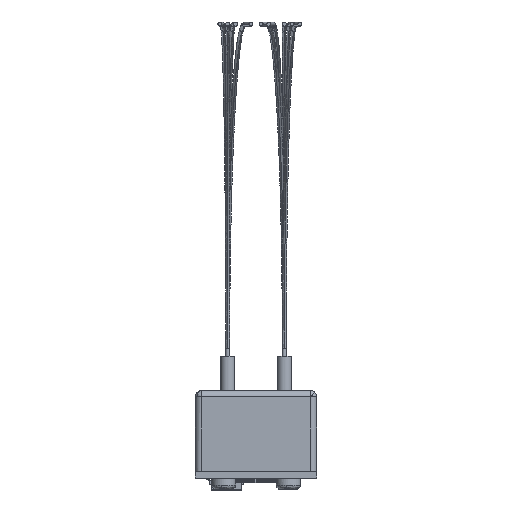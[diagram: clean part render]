
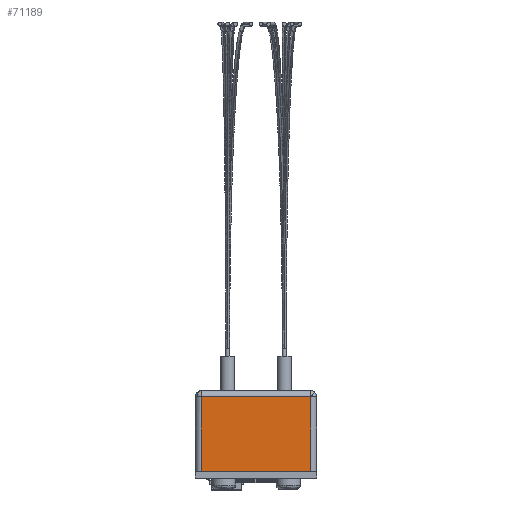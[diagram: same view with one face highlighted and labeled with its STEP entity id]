
A CAD part, top view. The second image highlights one B-rep face of the part: STEP entity #71189.
In plain terms, the highlighted planar face has unit normal (0, 0, 1).
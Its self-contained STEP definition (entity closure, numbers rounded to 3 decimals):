
#1091 = ORIENTED_EDGE ( 'NONE', *, *, #141769, .F. ) ;
#1648 = LINE ( 'NONE', #60552, #105844 ) ;
#9942 = VECTOR ( 'NONE', #41717, 1000. ) ;
#10530 = EDGE_CURVE ( 'NONE', #171157, #75628, #139709, .T. ) ;
#11848 = ORIENTED_EDGE ( 'NONE', *, *, #117025, .T. ) ;
#16486 = EDGE_LOOP ( 'NONE', ( #1091, #167198, #167596, #11848 ) ) ;
#17360 = CARTESIAN_POINT ( 'NONE',  ( -30., 0., -6.75 ) ) ;
#26227 = DIRECTION ( 'NONE',  ( 0., -1., 0. ) ) ;
#33057 = CARTESIAN_POINT ( 'NONE',  ( -1.5, 0., -6.75 ) ) ;
#41717 = DIRECTION ( 'NONE',  ( -1., 0., 0. ) ) ;
#60552 = CARTESIAN_POINT ( 'NONE',  ( -1.5, 46.072, -6.75 ) ) ;
#71189 = ADVANCED_FACE ( 'NONE', ( #124213 ), #96385, .T. ) ;
#72188 = LINE ( 'NONE', #161714, #112403 ) ;
#73817 = CARTESIAN_POINT ( 'NONE',  ( -30., 0., -6.75 ) ) ;
#75628 = VERTEX_POINT ( 'NONE', #156879 ) ;
#76014 = DIRECTION ( 'NONE',  ( 0., 0., 1. ) ) ;
#87801 = AXIS2_PLACEMENT_3D ( 'NONE', #73817, #76014, #92877 ) ;
#92877 = DIRECTION ( 'NONE',  ( 1., 0., 0. ) ) ;
#96385 = PLANE ( 'NONE',  #87801 ) ;
#105844 = VECTOR ( 'NONE', #156808, 1000. ) ;
#112403 = VECTOR ( 'NONE', #26227, 1000. ) ;
#117025 = EDGE_CURVE ( 'NONE', #141473, #149631, #125758, .T. ) ;
#124213 = FACE_OUTER_BOUND ( 'NONE', #16486, .T. ) ;
#125758 = LINE ( 'NONE', #17360, #151387 ) ;
#139709 = LINE ( 'NONE', #163544, #9942 ) ;
#139733 = DIRECTION ( 'NONE',  ( 1., 0., 0. ) ) ;
#141473 = VERTEX_POINT ( 'NONE', #161132 ) ;
#141597 = EDGE_CURVE ( 'NONE', #75628, #141473, #72188, .T. ) ;
#141769 = EDGE_CURVE ( 'NONE', #171157, #149631, #1648, .T. ) ;
#149631 = VERTEX_POINT ( 'NONE', #33057 ) ;
#151387 = VECTOR ( 'NONE', #139733, 1000. ) ;
#156808 = DIRECTION ( 'NONE',  ( 0., -1., 0. ) ) ;
#156879 = CARTESIAN_POINT ( 'NONE',  ( -28.5, 18.5, -6.75 ) ) ;
#161132 = CARTESIAN_POINT ( 'NONE',  ( -28.5, 0., -6.75 ) ) ;
#161714 = CARTESIAN_POINT ( 'NONE',  ( -28.5, 0., -6.75 ) ) ;
#163544 = CARTESIAN_POINT ( 'NONE',  ( -30., 18.5, -6.75 ) ) ;
#167198 = ORIENTED_EDGE ( 'NONE', *, *, #10530, .T. ) ;
#167596 = ORIENTED_EDGE ( 'NONE', *, *, #141597, .T. ) ;
#170585 = CARTESIAN_POINT ( 'NONE',  ( -1.5, 18.5, -6.75 ) ) ;
#171157 = VERTEX_POINT ( 'NONE', #170585 ) ;
